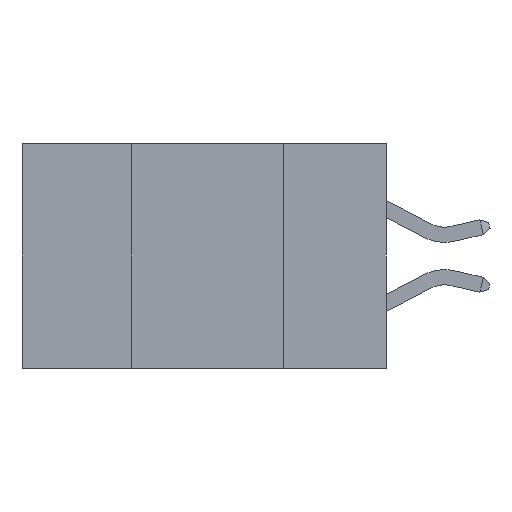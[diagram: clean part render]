
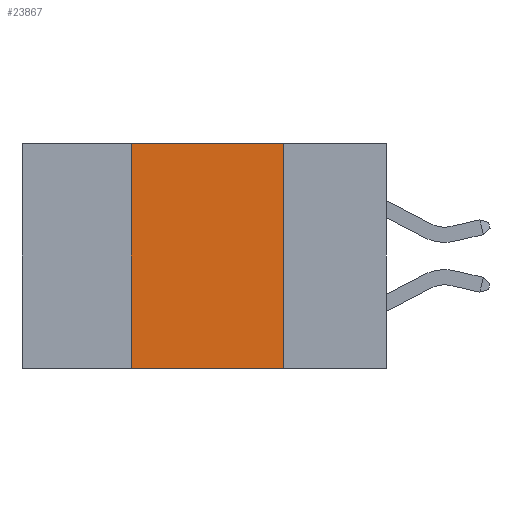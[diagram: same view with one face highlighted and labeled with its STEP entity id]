
A CAD part, left-side view. The second image highlights one B-rep face of the part: STEP entity #23867.
In plain terms, the highlighted planar face has unit normal (-1, 0, 0).
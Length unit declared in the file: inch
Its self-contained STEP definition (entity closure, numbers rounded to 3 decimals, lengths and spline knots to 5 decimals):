
#644 = ORIENTED_EDGE ( 'NONE', *, *, #13339, .T. ) ;
#1386 = LINE ( 'NONE', #5806, #6757 ) ;
#3272 = CARTESIAN_POINT ( 'NONE',  ( 0., 0.6, -0.37 ) ) ;
#3553 = DIRECTION ( 'NONE',  ( 0., -1., 0. ) ) ;
#4046 = CARTESIAN_POINT ( 'NONE',  ( 0., 0.42, -0.37 ) ) ;
#4130 = CARTESIAN_POINT ( 'NONE',  ( 0., 0.42, 0. ) ) ;
#4968 = ORIENTED_EDGE ( 'NONE', *, *, #24280, .F. ) ;
#5421 = CARTESIAN_POINT ( 'NONE',  ( 0., 0.17, -0.37 ) ) ;
#5806 = CARTESIAN_POINT ( 'NONE',  ( 0., 0.6, 0. ) ) ;
#5838 = PLANE ( 'NONE',  #14270 ) ;
#6091 = VERTEX_POINT ( 'NONE', #22033 ) ;
#6111 = CARTESIAN_POINT ( 'NONE',  ( 0., 0.6, 0. ) ) ;
#6135 = CARTESIAN_POINT ( 'NONE',  ( 0., 0.42, -0.37 ) ) ;
#6757 = VECTOR ( 'NONE', #22717, 39.37008 ) ;
#7342 = VECTOR ( 'NONE', #3553, 39.37008 ) ;
#10843 = LINE ( 'NONE', #6135, #13634 ) ;
#11597 = VERTEX_POINT ( 'NONE', #4130 ) ;
#13339 = EDGE_CURVE ( 'NONE', #22221, #26332, #22278, .T. ) ;
#13634 = VECTOR ( 'NONE', #15121, 39.37008 ) ;
#14270 = AXIS2_PLACEMENT_3D ( 'NONE', #6111, #24852, #14422 ) ;
#14422 = DIRECTION ( 'NONE',  ( 0., 0., -1. ) ) ;
#14757 = CARTESIAN_POINT ( 'NONE',  ( 0., 0.17, -0.37 ) ) ;
#15121 = DIRECTION ( 'NONE',  ( 0., 0., 1. ) ) ;
#17886 = ORIENTED_EDGE ( 'NONE', *, *, #23647, .F. ) ;
#18238 = EDGE_CURVE ( 'NONE', #22221, #11597, #10843, .T. ) ;
#18522 = LINE ( 'NONE', #14757, #25756 ) ;
#20883 = ORIENTED_EDGE ( 'NONE', *, *, #18238, .F. ) ;
#22020 = EDGE_LOOP ( 'NONE', ( #17886, #4968, #20883, #644 ) ) ;
#22033 = CARTESIAN_POINT ( 'NONE',  ( 0., 0.17, 0. ) ) ;
#22221 = VERTEX_POINT ( 'NONE', #4046 ) ;
#22278 = LINE ( 'NONE', #3272, #7342 ) ;
#22717 = DIRECTION ( 'NONE',  ( 0., -1., 0. ) ) ;
#23647 = EDGE_CURVE ( 'NONE', #6091, #26332, #18522, .T. ) ;
#23867 = ADVANCED_FACE ( 'NONE', ( #27079 ), #5838, .F. ) ;
#24280 = EDGE_CURVE ( 'NONE', #11597, #6091, #1386, .T. ) ;
#24852 = DIRECTION ( 'NONE',  ( 1., 0., 0. ) ) ;
#25756 = VECTOR ( 'NONE', #27006, 39.37008 ) ;
#26332 = VERTEX_POINT ( 'NONE', #5421 ) ;
#27006 = DIRECTION ( 'NONE',  ( 0., 0., -1. ) ) ;
#27079 = FACE_OUTER_BOUND ( 'NONE', #22020, .T. ) ;
